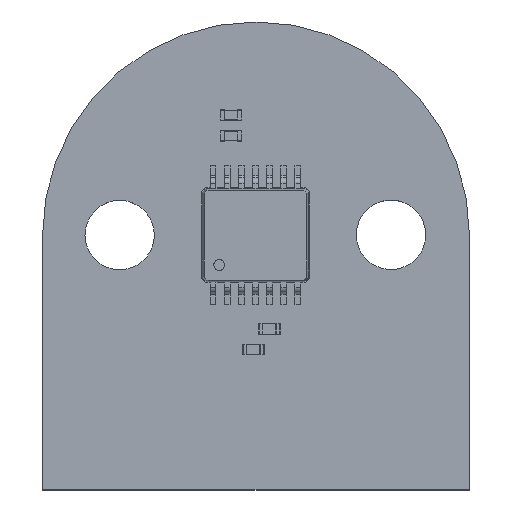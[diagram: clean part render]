
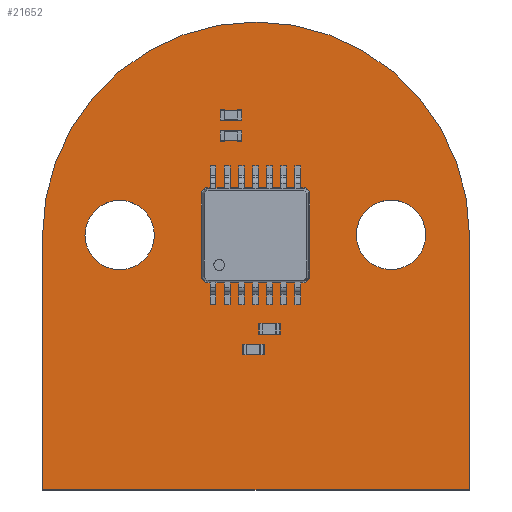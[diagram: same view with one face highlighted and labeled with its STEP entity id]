
A CAD part, top view. The second image highlights one B-rep face of the part: STEP entity #21652.
In plain terms, the highlighted planar face has unit normal (0, 0, 1).
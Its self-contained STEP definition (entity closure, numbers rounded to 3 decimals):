
#21301 = VERTEX_POINT('',#21302);
#21302 = CARTESIAN_POINT('',(54.58,-49.55,1.6));
#21309 = CYLINDRICAL_SURFACE('',#21310,9.85);
#21310 = AXIS2_PLACEMENT_3D('',#21311,#21312,#21313);
#21311 = CARTESIAN_POINT('',(44.73,-49.55,0.));
#21312 = DIRECTION('',(-0.,-0.,-1.));
#21313 = DIRECTION('',(1.,0.,-0.));
#21321 = PLANE('',#21322);
#21322 = AXIS2_PLACEMENT_3D('',#21323,#21324,#21325);
#21323 = CARTESIAN_POINT('',(54.58,-61.29,0.));
#21324 = DIRECTION('',(-1.,0.,0.));
#21325 = DIRECTION('',(0.,1.,0.));
#21333 = EDGE_CURVE('',#21301,#21334,#21336,.T.);
#21334 = VERTEX_POINT('',#21335);
#21335 = CARTESIAN_POINT('',(34.88,-49.55,1.6));
#21336 = SURFACE_CURVE('',#21337,(#21342,#21349),.PCURVE_S1.);
#21337 = CIRCLE('',#21338,9.85);
#21338 = AXIS2_PLACEMENT_3D('',#21339,#21340,#21341);
#21339 = CARTESIAN_POINT('',(44.73,-49.55,1.6));
#21340 = DIRECTION('',(0.,0.,1.));
#21341 = DIRECTION('',(1.,0.,-0.));
#21342 = PCURVE('',#21309,#21343);
#21343 = DEFINITIONAL_REPRESENTATION('',(#21344),#21348);
#21344 = LINE('',#21345,#21346);
#21345 = CARTESIAN_POINT('',(-0.,-1.6));
#21346 = VECTOR('',#21347,1.);
#21347 = DIRECTION('',(-1.,0.));
#21348 = ( GEOMETRIC_REPRESENTATION_CONTEXT(2) 
PARAMETRIC_REPRESENTATION_CONTEXT() REPRESENTATION_CONTEXT('2D SPACE',''
  ) );
#21349 = PCURVE('',#21350,#21355);
#21350 = PLANE('',#21351);
#21351 = AXIS2_PLACEMENT_3D('',#21352,#21353,#21354);
#21352 = CARTESIAN_POINT('',(44.73,-52.314,1.6));
#21353 = DIRECTION('',(0.,0.,1.));
#21354 = DIRECTION('',(1.,0.,-0.));
#21355 = DEFINITIONAL_REPRESENTATION('',(#21356),#21360);
#21356 = CIRCLE('',#21357,9.85);
#21357 = AXIS2_PLACEMENT_2D('',#21358,#21359);
#21358 = CARTESIAN_POINT('',(0.,2.764));
#21359 = DIRECTION('',(1.,0.));
#21360 = ( GEOMETRIC_REPRESENTATION_CONTEXT(2) 
PARAMETRIC_REPRESENTATION_CONTEXT() REPRESENTATION_CONTEXT('2D SPACE',''
  ) );
#21378 = PLANE('',#21379);
#21379 = AXIS2_PLACEMENT_3D('',#21380,#21381,#21382);
#21380 = CARTESIAN_POINT('',(34.88,-49.55,0.));
#21381 = DIRECTION('',(1.,0.,-0.));
#21382 = DIRECTION('',(0.,-1.,0.));
#21423 = VERTEX_POINT('',#21424);
#21424 = CARTESIAN_POINT('',(54.58,-61.29,1.6));
#21438 = PLANE('',#21439);
#21439 = AXIS2_PLACEMENT_3D('',#21440,#21441,#21442);
#21440 = CARTESIAN_POINT('',(34.88,-61.29,0.));
#21441 = DIRECTION('',(0.,1.,0.));
#21442 = DIRECTION('',(1.,0.,0.));
#21450 = EDGE_CURVE('',#21423,#21301,#21451,.T.);
#21451 = SURFACE_CURVE('',#21452,(#21456,#21463),.PCURVE_S1.);
#21452 = LINE('',#21453,#21454);
#21453 = CARTESIAN_POINT('',(54.58,-61.29,1.6));
#21454 = VECTOR('',#21455,1.);
#21455 = DIRECTION('',(0.,1.,0.));
#21456 = PCURVE('',#21321,#21457);
#21457 = DEFINITIONAL_REPRESENTATION('',(#21458),#21462);
#21458 = LINE('',#21459,#21460);
#21459 = CARTESIAN_POINT('',(0.,-1.6));
#21460 = VECTOR('',#21461,1.);
#21461 = DIRECTION('',(1.,0.));
#21462 = ( GEOMETRIC_REPRESENTATION_CONTEXT(2) 
PARAMETRIC_REPRESENTATION_CONTEXT() REPRESENTATION_CONTEXT('2D SPACE',''
  ) );
#21463 = PCURVE('',#21350,#21464);
#21464 = DEFINITIONAL_REPRESENTATION('',(#21465),#21469);
#21465 = LINE('',#21466,#21467);
#21466 = CARTESIAN_POINT('',(9.85,-8.976));
#21467 = VECTOR('',#21468,1.);
#21468 = DIRECTION('',(0.,1.));
#21469 = ( GEOMETRIC_REPRESENTATION_CONTEXT(2) 
PARAMETRIC_REPRESENTATION_CONTEXT() REPRESENTATION_CONTEXT('2D SPACE',''
  ) );
#21497 = EDGE_CURVE('',#21334,#21498,#21500,.T.);
#21498 = VERTEX_POINT('',#21499);
#21499 = CARTESIAN_POINT('',(34.88,-61.29,1.6));
#21500 = SURFACE_CURVE('',#21501,(#21505,#21512),.PCURVE_S1.);
#21501 = LINE('',#21502,#21503);
#21502 = CARTESIAN_POINT('',(34.88,-49.55,1.6));
#21503 = VECTOR('',#21504,1.);
#21504 = DIRECTION('',(0.,-1.,0.));
#21505 = PCURVE('',#21378,#21506);
#21506 = DEFINITIONAL_REPRESENTATION('',(#21507),#21511);
#21507 = LINE('',#21508,#21509);
#21508 = CARTESIAN_POINT('',(0.,-1.6));
#21509 = VECTOR('',#21510,1.);
#21510 = DIRECTION('',(1.,0.));
#21511 = ( GEOMETRIC_REPRESENTATION_CONTEXT(2) 
PARAMETRIC_REPRESENTATION_CONTEXT() REPRESENTATION_CONTEXT('2D SPACE',''
  ) );
#21512 = PCURVE('',#21350,#21513);
#21513 = DEFINITIONAL_REPRESENTATION('',(#21514),#21518);
#21514 = LINE('',#21515,#21516);
#21515 = CARTESIAN_POINT('',(-9.85,2.764));
#21516 = VECTOR('',#21517,1.);
#21517 = DIRECTION('',(0.,-1.));
#21518 = ( GEOMETRIC_REPRESENTATION_CONTEXT(2) 
PARAMETRIC_REPRESENTATION_CONTEXT() REPRESENTATION_CONTEXT('2D SPACE',''
  ) );
#21610 = CYLINDRICAL_SURFACE('',#21611,1.6);
#21611 = AXIS2_PLACEMENT_3D('',#21612,#21613,#21614);
#21612 = CARTESIAN_POINT('',(38.44,-49.53,-0.8));
#21613 = DIRECTION('',(0.,0.,1.));
#21614 = DIRECTION('',(1.,0.,-0.));
#21641 = CYLINDRICAL_SURFACE('',#21642,1.6);
#21642 = AXIS2_PLACEMENT_3D('',#21643,#21644,#21645);
#21643 = CARTESIAN_POINT('',(50.96,-49.52,-0.8));
#21644 = DIRECTION('',(0.,0.,1.));
#21645 = DIRECTION('',(1.,0.,-0.));
#21652 = ADVANCED_FACE('',(#21653,#21679,#21705),#21350,.T.);
#21653 = FACE_BOUND('',#21654,.T.);
#21654 = EDGE_LOOP('',(#21655,#21656,#21657,#21678));
#21655 = ORIENTED_EDGE('',*,*,#21333,.T.);
#21656 = ORIENTED_EDGE('',*,*,#21497,.T.);
#21657 = ORIENTED_EDGE('',*,*,#21658,.T.);
#21658 = EDGE_CURVE('',#21498,#21423,#21659,.T.);
#21659 = SURFACE_CURVE('',#21660,(#21664,#21671),.PCURVE_S1.);
#21660 = LINE('',#21661,#21662);
#21661 = CARTESIAN_POINT('',(34.88,-61.29,1.6));
#21662 = VECTOR('',#21663,1.);
#21663 = DIRECTION('',(1.,0.,0.));
#21664 = PCURVE('',#21350,#21665);
#21665 = DEFINITIONAL_REPRESENTATION('',(#21666),#21670);
#21666 = LINE('',#21667,#21668);
#21667 = CARTESIAN_POINT('',(-9.85,-8.976));
#21668 = VECTOR('',#21669,1.);
#21669 = DIRECTION('',(1.,0.));
#21670 = ( GEOMETRIC_REPRESENTATION_CONTEXT(2) 
PARAMETRIC_REPRESENTATION_CONTEXT() REPRESENTATION_CONTEXT('2D SPACE',''
  ) );
#21671 = PCURVE('',#21438,#21672);
#21672 = DEFINITIONAL_REPRESENTATION('',(#21673),#21677);
#21673 = LINE('',#21674,#21675);
#21674 = CARTESIAN_POINT('',(0.,-1.6));
#21675 = VECTOR('',#21676,1.);
#21676 = DIRECTION('',(1.,0.));
#21677 = ( GEOMETRIC_REPRESENTATION_CONTEXT(2) 
PARAMETRIC_REPRESENTATION_CONTEXT() REPRESENTATION_CONTEXT('2D SPACE',''
  ) );
#21678 = ORIENTED_EDGE('',*,*,#21450,.T.);
#21679 = FACE_BOUND('',#21680,.T.);
#21680 = EDGE_LOOP('',(#21681));
#21681 = ORIENTED_EDGE('',*,*,#21682,.F.);
#21682 = EDGE_CURVE('',#21683,#21683,#21685,.T.);
#21683 = VERTEX_POINT('',#21684);
#21684 = CARTESIAN_POINT('',(40.04,-49.53,1.6));
#21685 = SURFACE_CURVE('',#21686,(#21691,#21698),.PCURVE_S1.);
#21686 = CIRCLE('',#21687,1.6);
#21687 = AXIS2_PLACEMENT_3D('',#21688,#21689,#21690);
#21688 = CARTESIAN_POINT('',(38.44,-49.53,1.6));
#21689 = DIRECTION('',(0.,0.,1.));
#21690 = DIRECTION('',(1.,0.,-0.));
#21691 = PCURVE('',#21350,#21692);
#21692 = DEFINITIONAL_REPRESENTATION('',(#21693),#21697);
#21693 = CIRCLE('',#21694,1.6);
#21694 = AXIS2_PLACEMENT_2D('',#21695,#21696);
#21695 = CARTESIAN_POINT('',(-6.29,2.784));
#21696 = DIRECTION('',(1.,0.));
#21697 = ( GEOMETRIC_REPRESENTATION_CONTEXT(2) 
PARAMETRIC_REPRESENTATION_CONTEXT() REPRESENTATION_CONTEXT('2D SPACE',''
  ) );
#21698 = PCURVE('',#21610,#21699);
#21699 = DEFINITIONAL_REPRESENTATION('',(#21700),#21704);
#21700 = LINE('',#21701,#21702);
#21701 = CARTESIAN_POINT('',(0.,2.4));
#21702 = VECTOR('',#21703,1.);
#21703 = DIRECTION('',(1.,0.));
#21704 = ( GEOMETRIC_REPRESENTATION_CONTEXT(2) 
PARAMETRIC_REPRESENTATION_CONTEXT() REPRESENTATION_CONTEXT('2D SPACE',''
  ) );
#21705 = FACE_BOUND('',#21706,.T.);
#21706 = EDGE_LOOP('',(#21707));
#21707 = ORIENTED_EDGE('',*,*,#21708,.F.);
#21708 = EDGE_CURVE('',#21709,#21709,#21711,.T.);
#21709 = VERTEX_POINT('',#21710);
#21710 = CARTESIAN_POINT('',(52.56,-49.52,1.6));
#21711 = SURFACE_CURVE('',#21712,(#21717,#21724),.PCURVE_S1.);
#21712 = CIRCLE('',#21713,1.6);
#21713 = AXIS2_PLACEMENT_3D('',#21714,#21715,#21716);
#21714 = CARTESIAN_POINT('',(50.96,-49.52,1.6));
#21715 = DIRECTION('',(0.,0.,1.));
#21716 = DIRECTION('',(1.,0.,-0.));
#21717 = PCURVE('',#21350,#21718);
#21718 = DEFINITIONAL_REPRESENTATION('',(#21719),#21723);
#21719 = CIRCLE('',#21720,1.6);
#21720 = AXIS2_PLACEMENT_2D('',#21721,#21722);
#21721 = CARTESIAN_POINT('',(6.23,2.794));
#21722 = DIRECTION('',(1.,0.));
#21723 = ( GEOMETRIC_REPRESENTATION_CONTEXT(2) 
PARAMETRIC_REPRESENTATION_CONTEXT() REPRESENTATION_CONTEXT('2D SPACE',''
  ) );
#21724 = PCURVE('',#21641,#21725);
#21725 = DEFINITIONAL_REPRESENTATION('',(#21726),#21730);
#21726 = LINE('',#21727,#21728);
#21727 = CARTESIAN_POINT('',(0.,2.4));
#21728 = VECTOR('',#21729,1.);
#21729 = DIRECTION('',(1.,0.));
#21730 = ( GEOMETRIC_REPRESENTATION_CONTEXT(2) 
PARAMETRIC_REPRESENTATION_CONTEXT() REPRESENTATION_CONTEXT('2D SPACE',''
  ) );
